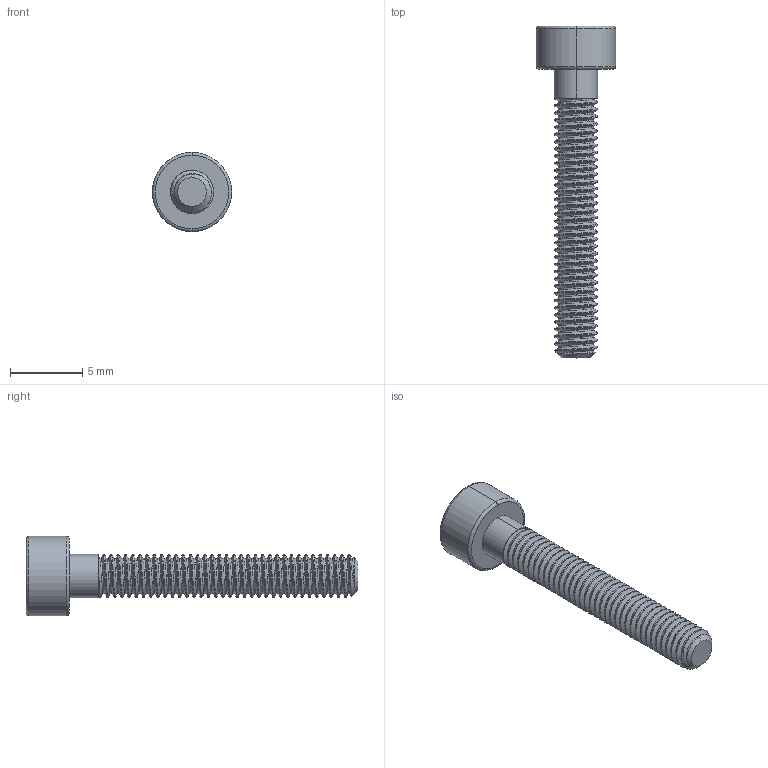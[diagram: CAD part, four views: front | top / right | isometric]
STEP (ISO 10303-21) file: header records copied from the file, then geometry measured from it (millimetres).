
FILE_DESCRIPTION (( 'STEP AP214' ), '1' );
FILE_NAME ('Screw_DIN_912_M3x20_A2.STEP', '2024-07-16T01:10:54', ( '' ), ( '' ), 'SwSTEP 2.0', 'SolidWorks 2023', '' );
FILE_SCHEMA (( 'AUTOMOTIVE_DESIGN' ));
Length unit declared in the file: millimetre
Products named in the file (1): Screw_DIN_912_M3x20_A2
Bounding box: 5.5 x 23 x 5.5 mm (x, y, z)
Volume: 180.4 mm3; surface area: 373.5 mm2
Topology: 1 solids, 1 shells, 111 faces, 300 edges, 194 vertices
Faces by surface type: cylinder 75, plane 23, bspline 6, torus 4, cone 3
Entity records: 8763 total; most frequent: CARTESIAN_POINT 6413, ORIENTED_EDGE 600, DIRECTION 378, EDGE_CURVE 300, VERTEX_POINT 194, AXIS2_PLACEMENT_3D 130, VECTOR 118, LINE 118
